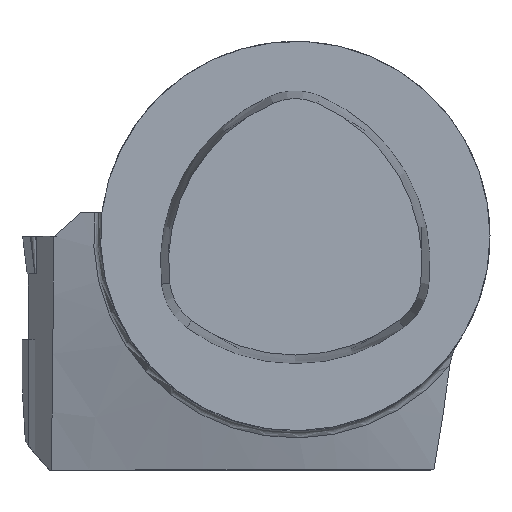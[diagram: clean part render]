
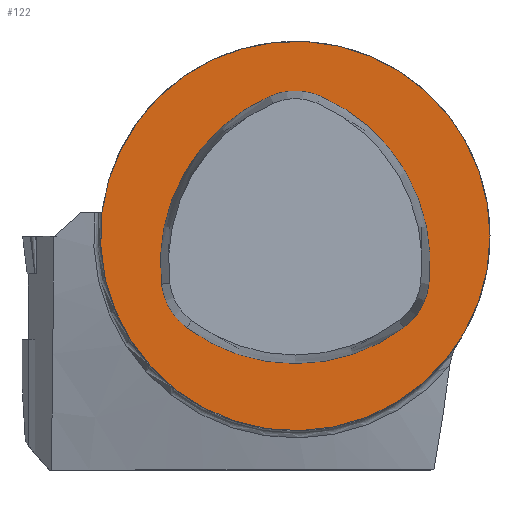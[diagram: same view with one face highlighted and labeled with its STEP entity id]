
A CAD part, top view. The second image highlights one B-rep face of the part: STEP entity #122.
In plain terms, the highlighted planar face has unit normal (0, 0, 1).
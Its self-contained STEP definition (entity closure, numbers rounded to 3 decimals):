
#122=ADVANCED_FACE('',(#217),#174,.T.);
#174=PLANE('',#1113);
#217=FACE_OUTER_BOUND('',#279,.T.);
#279=EDGE_LOOP('',(#467));
#321=CIRCLE('',#1101,25.);
#467=ORIENTED_EDGE('',*,*,#784,.T.);
#676=VERTEX_POINT('',#1653);
#784=EDGE_CURVE('',#676,#676,#321,.T.);
#1101=AXIS2_PLACEMENT_3D('',#1652,#1277,#1278);
#1113=AXIS2_PLACEMENT_3D('',#1695,#1306,#1307);
#1277=DIRECTION('',(0.,0.,1.));
#1278=DIRECTION('',(1.,0.,0.));
#1306=DIRECTION('',(0.,0.,1.));
#1307=DIRECTION('',(-1.,0.,0.));
#1652=CARTESIAN_POINT('',(0.,0.,0.));
#1653=CARTESIAN_POINT('',(25.,0.,0.));
#1695=CARTESIAN_POINT('',(0.,0.,0.));
